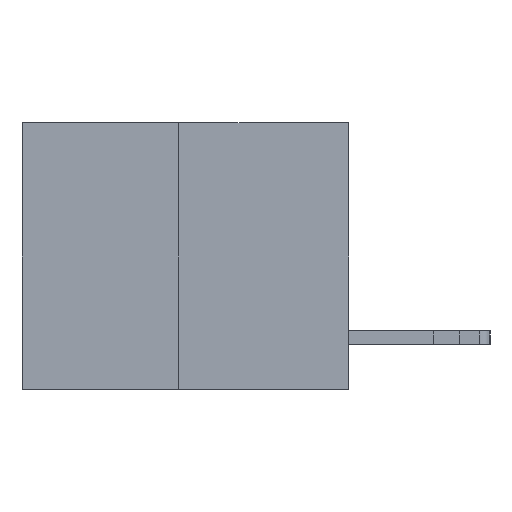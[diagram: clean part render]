
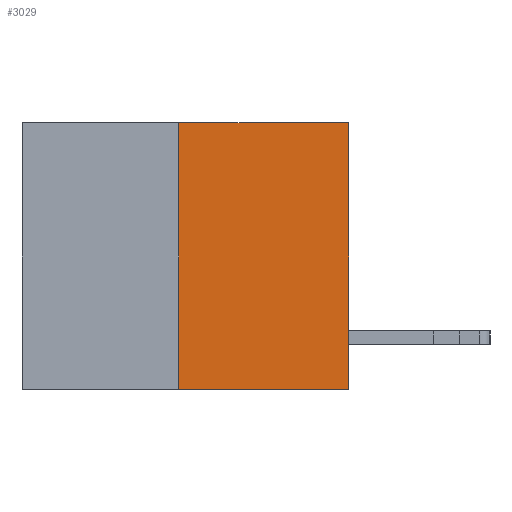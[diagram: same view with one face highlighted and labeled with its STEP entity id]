
A CAD part, left-side view. The second image highlights one B-rep face of the part: STEP entity #3029.
In plain terms, the highlighted planar face has unit normal (-1, 0, 0).
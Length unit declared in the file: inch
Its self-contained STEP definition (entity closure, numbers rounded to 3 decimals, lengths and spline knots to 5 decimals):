
#290 = VECTOR ( 'NONE', #18195, 39.37008 ) ;
#1952 = CARTESIAN_POINT ( 'NONE',  ( 0., 0.6, -0.49 ) ) ;
#2178 = DIRECTION ( 'NONE',  ( 0., 0., -1. ) ) ;
#2601 = DIRECTION ( 'NONE',  ( 0., 0., 1. ) ) ;
#3029 = ADVANCED_FACE ( 'NONE', ( #19436 ), #8089, .F. ) ;
#3965 = CARTESIAN_POINT ( 'NONE',  ( 0., 0., 0. ) ) ;
#4396 = VERTEX_POINT ( 'NONE', #11056 ) ;
#5313 = DIRECTION ( 'NONE',  ( 0., -1., 0. ) ) ;
#5657 = LINE ( 'NONE', #1952, #10701 ) ;
#6189 = VECTOR ( 'NONE', #18053, 39.37008 ) ;
#7204 = ORIENTED_EDGE ( 'NONE', *, *, #10886, .T. ) ;
#7376 = EDGE_CURVE ( 'NONE', #14181, #7766, #10482, .T. ) ;
#7766 = VERTEX_POINT ( 'NONE', #3965 ) ;
#8089 = PLANE ( 'NONE',  #20148 ) ;
#8116 = LINE ( 'NONE', #12232, #8363 ) ;
#8363 = VECTOR ( 'NONE', #2601, 39.37008 ) ;
#8524 = EDGE_CURVE ( 'NONE', #15055, #7766, #8116, .T. ) ;
#9172 = CARTESIAN_POINT ( 'NONE',  ( 0., 0., -0.49 ) ) ;
#10332 = DIRECTION ( 'NONE',  ( 1., 0., 0. ) ) ;
#10482 = LINE ( 'NONE', #14785, #6189 ) ;
#10701 = VECTOR ( 'NONE', #5313, 39.37008 ) ;
#10886 = EDGE_CURVE ( 'NONE', #4396, #15055, #5657, .T. ) ;
#10928 = EDGE_CURVE ( 'NONE', #4396, #14181, #13734, .T. ) ;
#11056 = CARTESIAN_POINT ( 'NONE',  ( 0., 0.312, -0.49 ) ) ;
#12232 = CARTESIAN_POINT ( 'NONE',  ( 0., 0., 0. ) ) ;
#13734 = LINE ( 'NONE', #16580, #290 ) ;
#14181 = VERTEX_POINT ( 'NONE', #20921 ) ;
#14785 = CARTESIAN_POINT ( 'NONE',  ( 0., 0.6, 0. ) ) ;
#15055 = VERTEX_POINT ( 'NONE', #9172 ) ;
#15264 = ORIENTED_EDGE ( 'NONE', *, *, #7376, .F. ) ;
#16580 = CARTESIAN_POINT ( 'NONE',  ( 0., 0.312, -0.49 ) ) ;
#16951 = ORIENTED_EDGE ( 'NONE', *, *, #8524, .T. ) ;
#17700 = ORIENTED_EDGE ( 'NONE', *, *, #10928, .F. ) ;
#18053 = DIRECTION ( 'NONE',  ( 0., -1., 0. ) ) ;
#18195 = DIRECTION ( 'NONE',  ( 0., 0., 1. ) ) ;
#19082 = EDGE_LOOP ( 'NONE', ( #17700, #7204, #16951, #15264 ) ) ;
#19436 = FACE_OUTER_BOUND ( 'NONE', #19082, .T. ) ;
#19845 = CARTESIAN_POINT ( 'NONE',  ( 0., 0.6, 0. ) ) ;
#20148 = AXIS2_PLACEMENT_3D ( 'NONE', #19845, #10332, #2178 ) ;
#20921 = CARTESIAN_POINT ( 'NONE',  ( 0., 0.312, 0. ) ) ;
